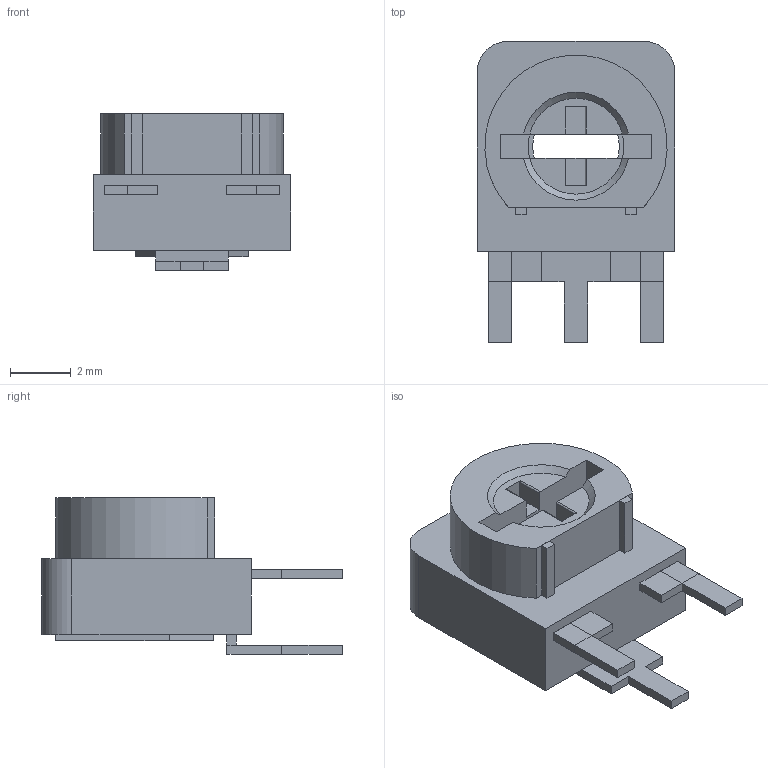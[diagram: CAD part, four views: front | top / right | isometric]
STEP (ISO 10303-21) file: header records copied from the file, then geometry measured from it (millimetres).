
FILE_DESCRIPTION(/* description */ (''),/* implementation_level */ '2;1');
FILE_NAME(/* name */ 'Trimpot Vertical 5mm.step',/* time_stamp */ '2019-03-11T20:34:53+11:00',/* author */ ('austfox'),/* organization */ (''),/* preprocessor_version */ 'ST-DEVELOPER v17.2',/* originating_system */ 'Autodesk Translation Framework v7.6.0.251',/* authorisation */ '');
FILE_SCHEMA (('AUTOMOTIVE_DESIGN { 1 0 10303 214 3 1 1 }'));
Length unit declared in the file: millimetre
Products named in the file (1): Trimpot Vertical 5mm
Bounding box: 6.5 x 9.9 x 5.15 mm (x, y, z)
Volume: 139.3 mm3; surface area: 373.6 mm2
Topology: 12 solids, 12 shells, 112 faces, 263 edges, 176 vertices
Faces by surface type: plane 98, cylinder 11, cone 2, torus 1
Full cylindrical faces by diameter (mm): 2.85 x1, 3.15 x1
Entity records: 3222 total; most frequent: CARTESIAN_POINT 560, ORIENTED_EDGE 526, DIRECTION 516, EDGE_CURVE 263, LINE 228, VECTOR 228, VERTEX_POINT 176, AXIS2_PLACEMENT_3D 144
